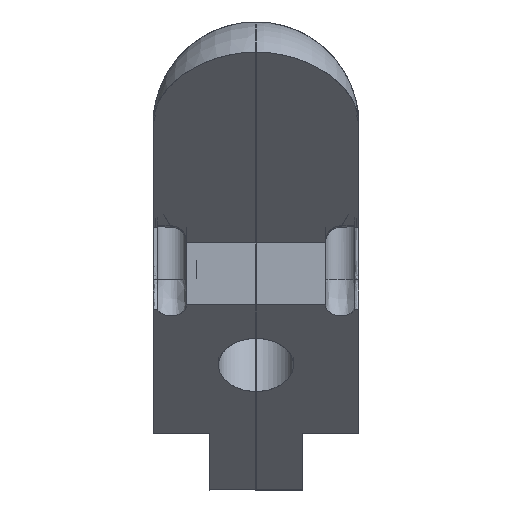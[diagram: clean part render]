
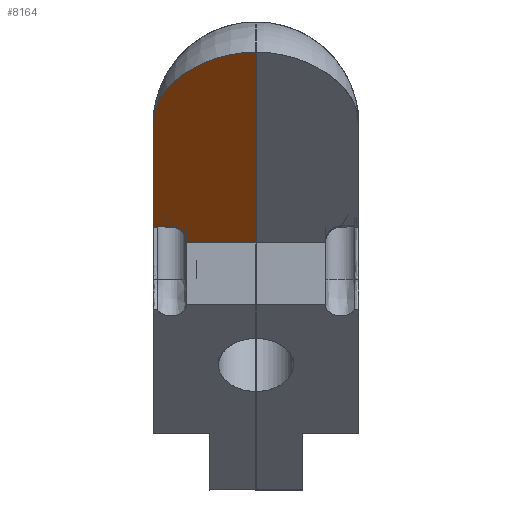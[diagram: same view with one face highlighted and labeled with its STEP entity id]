
A CAD part, front view. The second image highlights one B-rep face of the part: STEP entity #8164.
In plain terms, the highlighted free-form (B-spline) face has degree [1, 1] with [2, 2] control points.
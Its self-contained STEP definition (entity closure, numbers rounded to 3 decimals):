
#688=FACE_OUTER_BOUND('',#1046,.T.);
#1046=EDGE_LOOP('',(#6257,#6258,#6259,#6260,#6261,#6262,#6263,#6264));
#1451=B_SPLINE_CURVE_WITH_KNOTS('',1,(#10336,#10337),.UNSPECIFIED.,.F.,
 .F.,(2,2),(0.579,0.984),.UNSPECIFIED.);
#1452=B_SPLINE_CURVE_WITH_KNOTS('',3,(#10339,#10340,#10341,#10342,#10343,
#10344,#10345,#10346,#10347,#10348,#10349,#10350,#10351),.UNSPECIFIED.,
 .F.,.F.,(4,3,3,3,4),(0.,0.535,1.07,1.4,
1.731),.UNSPECIFIED.);
#1453=B_SPLINE_CURVE_WITH_KNOTS('',1,(#10353,#10354),.UNSPECIFIED.,.F.,
 .F.,(2,2),(-0.83,-0.614),.UNSPECIFIED.);
#1454=B_SPLINE_CURVE_WITH_KNOTS('',3,(#10356,#10357,#10358,#10359,#10360,
#10361,#10362),.UNSPECIFIED.,.F.,.F.,(4,3,4),(-0.039,-0.019,
0.),.UNSPECIFIED.);
#1455=B_SPLINE_CURVE_WITH_KNOTS('',3,(#10364,#10365,#10366,#10367,#10368,
#10369,#10370),.UNSPECIFIED.,.F.,.F.,(4,3,4),(0.,0.018,0.037),
 .UNSPECIFIED.);
#1456=B_SPLINE_CURVE_WITH_KNOTS('',3,(#10372,#10373,#10374,#10375,#10376,
#10377,#10378,#10379,#10380,#10381,#10382,#10383,#10384,#10385,#10386,#10387,
#10388,#10389,#10390,#10391,#10392,#10393),.UNSPECIFIED.,.F.,.F.,(4,3,3,
3,3,3,3,4),(0.,0.017,0.035,0.052,
0.069,0.087,0.105,0.141),
 .UNSPECIFIED.);
#1457=B_SPLINE_CURVE_WITH_KNOTS('',3,(#10395,#10396,#10397,#10398,#10399,
#10400,#10401,#10402,#10403,#10404),.UNSPECIFIED.,.F.,.F.,(4,3,3,4),(0.,
0.079,0.159,0.324),.UNSPECIFIED.);
#1458=B_SPLINE_CURVE_WITH_KNOTS('',1,(#10405,#10406),.UNSPECIFIED.,.F.,
 .F.,(2,2),(0.226,0.409),.UNSPECIFIED.);
#2929=VERTEX_POINT('',#10334);
#2930=VERTEX_POINT('',#10335);
#2931=VERTEX_POINT('',#10338);
#2932=VERTEX_POINT('',#10352);
#2933=VERTEX_POINT('',#10355);
#2934=VERTEX_POINT('',#10363);
#2935=VERTEX_POINT('',#10371);
#2936=VERTEX_POINT('',#10394);
#4589=EDGE_CURVE('',#2929,#2930,#1451,.T.);
#4590=EDGE_CURVE('',#2930,#2931,#1452,.T.);
#4591=EDGE_CURVE('',#2931,#2932,#1453,.T.);
#4592=EDGE_CURVE('',#2932,#2933,#1454,.T.);
#4593=EDGE_CURVE('',#2933,#2934,#1455,.T.);
#4594=EDGE_CURVE('',#2934,#2935,#1456,.T.);
#4595=EDGE_CURVE('',#2935,#2936,#1457,.T.);
#4596=EDGE_CURVE('',#2936,#2929,#1458,.T.);
#6257=ORIENTED_EDGE('',*,*,#4589,.T.);
#6258=ORIENTED_EDGE('',*,*,#4590,.T.);
#6259=ORIENTED_EDGE('',*,*,#4591,.T.);
#6260=ORIENTED_EDGE('',*,*,#4592,.T.);
#6261=ORIENTED_EDGE('',*,*,#4593,.T.);
#6262=ORIENTED_EDGE('',*,*,#4594,.T.);
#6263=ORIENTED_EDGE('',*,*,#4595,.T.);
#6264=ORIENTED_EDGE('',*,*,#4596,.T.);
#7894=B_SPLINE_SURFACE_WITH_KNOTS('',1,1,((#10330,#10331),(#10332,#10333)),
 .UNSPECIFIED.,.F.,.F.,.F.,(2,2),(2,2),(0.,1.),(-0.781,0.),
 .UNSPECIFIED.);
#8164=ADVANCED_FACE('',(#688),#7894,.T.);
#10330=CARTESIAN_POINT('Ctrl Pts',(54.348,-139.27,222.167));
#10331=CARTESIAN_POINT('Ctrl Pts',(22.718,-139.27,222.167));
#10332=CARTESIAN_POINT('Ctrl Pts',(54.348,-189.6,272.497));
#10333=CARTESIAN_POINT('Ctrl Pts',(22.718,-189.6,272.497));
#10334=CARTESIAN_POINT('',(39.284,-168.419,251.316));
#10335=CARTESIAN_POINT('',(39.284,-188.807,271.704));
#10336=CARTESIAN_POINT('Ctrl Pts',(39.284,-168.419,251.316));
#10337=CARTESIAN_POINT('Ctrl Pts',(39.284,-188.807,271.704));
#10338=CARTESIAN_POINT('',(28.284,-181.035,263.932));
#10339=CARTESIAN_POINT('Ctrl Pts',(39.284,-188.807,271.704));
#10340=CARTESIAN_POINT('Ctrl Pts',(37.584,-188.807,271.704));
#10341=CARTESIAN_POINT('Ctrl Pts',(35.842,-188.488,271.385));
#10342=CARTESIAN_POINT('Ctrl Pts',(34.218,-187.857,270.753));
#10343=CARTESIAN_POINT('Ctrl Pts',(32.844,-187.323,270.22));
#10344=CARTESIAN_POINT('Ctrl Pts',(31.426,-186.515,269.412));
#10345=CARTESIAN_POINT('Ctrl Pts',(30.284,-185.388,268.285));
#10346=CARTESIAN_POINT('Ctrl Pts',(29.706,-184.817,267.714));
#10347=CARTESIAN_POINT('Ctrl Pts',(29.169,-184.133,267.03));
#10348=CARTESIAN_POINT('Ctrl Pts',(28.796,-183.326,266.222));
#10349=CARTESIAN_POINT('Ctrl Pts',(28.469,-182.621,265.518));
#10350=CARTESIAN_POINT('Ctrl Pts',(28.284,-181.855,264.752));
#10351=CARTESIAN_POINT('Ctrl Pts',(28.284,-181.035,263.932));
#10352=CARTESIAN_POINT('',(28.284,-170.19,253.087));
#10353=CARTESIAN_POINT('Ctrl Pts',(28.284,-181.035,263.932));
#10354=CARTESIAN_POINT('Ctrl Pts',(28.284,-170.19,253.087));
#10355=CARTESIAN_POINT('',(28.51,-170.029,252.926));
#10356=CARTESIAN_POINT('Ctrl Pts',(28.284,-170.19,253.087));
#10357=CARTESIAN_POINT('Ctrl Pts',(28.284,-170.139,253.036));
#10358=CARTESIAN_POINT('Ctrl Pts',(28.309,-170.091,252.988));
#10359=CARTESIAN_POINT('Ctrl Pts',(28.343,-170.064,252.961));
#10360=CARTESIAN_POINT('Ctrl Pts',(28.391,-170.024,252.921));
#10361=CARTESIAN_POINT('Ctrl Pts',(28.456,-170.021,252.918));
#10362=CARTESIAN_POINT('Ctrl Pts',(28.51,-170.029,252.926));
#10363=CARTESIAN_POINT('',(28.777,-170.19,253.087));
#10364=CARTESIAN_POINT('Ctrl Pts',(28.51,-170.029,252.926));
#10365=CARTESIAN_POINT('Ctrl Pts',(28.563,-170.037,252.934));
#10366=CARTESIAN_POINT('Ctrl Pts',(28.622,-170.059,252.956));
#10367=CARTESIAN_POINT('Ctrl Pts',(28.669,-170.088,252.985));
#10368=CARTESIAN_POINT('Ctrl Pts',(28.715,-170.117,253.014));
#10369=CARTESIAN_POINT('Ctrl Pts',(28.742,-170.146,253.043));
#10370=CARTESIAN_POINT('Ctrl Pts',(28.777,-170.19,253.087));
#10371=CARTESIAN_POINT('',(30.176,-170.083,252.98));
#10372=CARTESIAN_POINT('Ctrl Pts',(28.777,-170.19,253.087));
#10373=CARTESIAN_POINT('Ctrl Pts',(28.835,-170.185,253.082));
#10374=CARTESIAN_POINT('Ctrl Pts',(28.892,-170.18,253.077));
#10375=CARTESIAN_POINT('Ctrl Pts',(28.95,-170.175,253.072));
#10376=CARTESIAN_POINT('Ctrl Pts',(29.001,-170.171,253.068));
#10377=CARTESIAN_POINT('Ctrl Pts',(29.071,-170.165,253.062));
#10378=CARTESIAN_POINT('Ctrl Pts',(29.122,-170.161,253.057));
#10379=CARTESIAN_POINT('Ctrl Pts',(29.18,-170.156,253.053));
#10380=CARTESIAN_POINT('Ctrl Pts',(29.236,-170.152,253.048));
#10381=CARTESIAN_POINT('Ctrl Pts',(29.294,-170.147,253.044));
#10382=CARTESIAN_POINT('Ctrl Pts',(29.361,-170.142,253.039));
#10383=CARTESIAN_POINT('Ctrl Pts',(29.398,-170.138,253.035));
#10384=CARTESIAN_POINT('Ctrl Pts',(29.465,-170.133,253.03));
#10385=CARTESIAN_POINT('Ctrl Pts',(29.533,-170.128,253.025));
#10386=CARTESIAN_POINT('Ctrl Pts',(29.574,-170.125,253.022));
#10387=CARTESIAN_POINT('Ctrl Pts',(29.642,-170.119,253.016));
#10388=CARTESIAN_POINT('Ctrl Pts',(29.706,-170.114,253.011));
#10389=CARTESIAN_POINT('Ctrl Pts',(29.755,-170.11,253.007));
#10390=CARTESIAN_POINT('Ctrl Pts',(29.819,-170.105,253.002));
#10391=CARTESIAN_POINT('Ctrl Pts',(29.855,-170.102,252.999));
#10392=CARTESIAN_POINT('Ctrl Pts',(30.139,-170.082,252.979));
#10393=CARTESIAN_POINT('Ctrl Pts',(30.176,-170.083,252.98));
#10394=CARTESIAN_POINT('',(31.859,-168.419,251.316));
#10395=CARTESIAN_POINT('Ctrl Pts',(30.176,-170.083,252.98));
#10396=CARTESIAN_POINT('Ctrl Pts',(30.423,-170.087,252.984));
#10397=CARTESIAN_POINT('Ctrl Pts',(30.674,-170.033,252.93));
#10398=CARTESIAN_POINT('Ctrl Pts',(30.905,-169.924,252.821));
#10399=CARTESIAN_POINT('Ctrl Pts',(31.103,-169.831,252.728));
#10400=CARTESIAN_POINT('Ctrl Pts',(31.287,-169.697,252.594));
#10401=CARTESIAN_POINT('Ctrl Pts',(31.443,-169.52,252.417));
#10402=CARTESIAN_POINT('Ctrl Pts',(31.695,-169.234,252.131));
#10403=CARTESIAN_POINT('Ctrl Pts',(31.86,-168.85,251.747));
#10404=CARTESIAN_POINT('Ctrl Pts',(31.859,-168.419,251.316));
#10405=CARTESIAN_POINT('Ctrl Pts',(31.859,-168.419,251.316));
#10406=CARTESIAN_POINT('Ctrl Pts',(39.284,-168.419,251.316));
